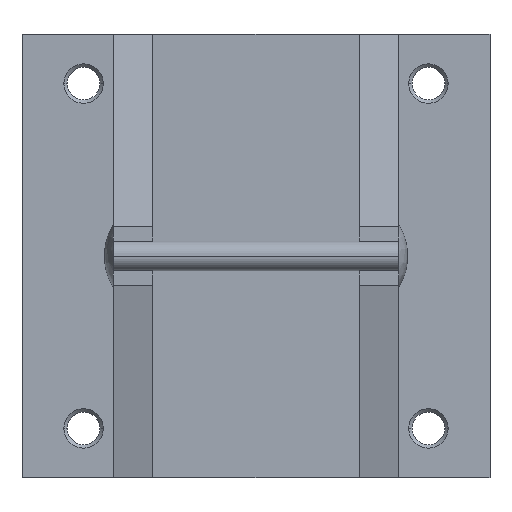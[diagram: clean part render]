
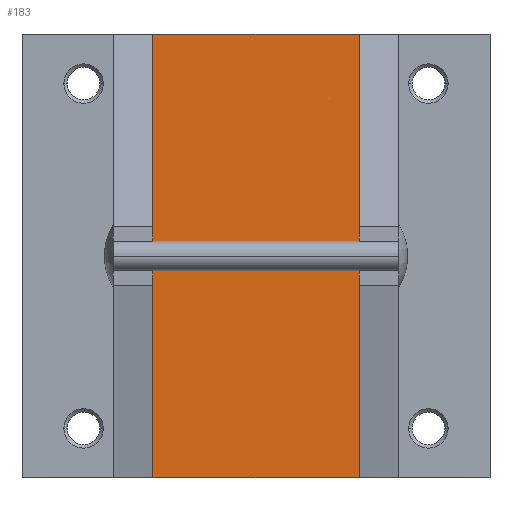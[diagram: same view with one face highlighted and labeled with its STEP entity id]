
A CAD part, front view. The second image highlights one B-rep face of the part: STEP entity #183.
In plain terms, the highlighted planar face has unit normal (0, -1, 0).
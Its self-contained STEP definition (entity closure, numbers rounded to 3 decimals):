
#183=ADVANCED_FACE('',(#448),#449,.F.);
#448=FACE_OUTER_BOUND('',#734,.T.);
#449=PLANE('',#735);
#734=EDGE_LOOP('',(#1690,#1691,#1692,#1693));
#735=AXIS2_PLACEMENT_3D('',#1694,#1695,#1696);
#1690=ORIENTED_EDGE('',*,*,#2043,.T.);
#1691=ORIENTED_EDGE('',*,*,#2081,.F.);
#1692=ORIENTED_EDGE('',*,*,#2074,.T.);
#1693=ORIENTED_EDGE('',*,*,#2079,.F.);
#1694=CARTESIAN_POINT('',(0.0,76.0,0.0));
#1695=DIRECTION('',(0.0,1.0,0.0));
#1696=DIRECTION('',(0.0,0.0,1.0));
#2043=EDGE_CURVE('',#2526,#2524,#2527,.T.);
#2074=EDGE_CURVE('',#2579,#2577,#2580,.T.);
#2079=EDGE_CURVE('',#2526,#2577,#2587,.T.);
#2081=EDGE_CURVE('',#2579,#2524,#2590,.T.);
#2524=VERTEX_POINT('',#3190);
#2526=VERTEX_POINT('',#3193);
#2527=LINE('',#3194,#3195);
#2577=VERTEX_POINT('',#3272);
#2579=VERTEX_POINT('',#3275);
#2580=LINE('',#3276,#3277);
#2587=LINE('',#3288,#3289);
#2590=LINE('',#3293,#3294);
#3190=CARTESIAN_POINT('',(-21.0,76.0,-45.0));
#3193=CARTESIAN_POINT('',(-21.0,76.0,45.0));
#3194=CARTESIAN_POINT('',(-21.0,76.0,22.5));
#3195=VECTOR('',#3807,1.0);
#3272=CARTESIAN_POINT('',(21.0,76.0,45.0));
#3275=CARTESIAN_POINT('',(21.0,76.0,-45.0));
#3276=CARTESIAN_POINT('',(21.0,76.0,-22.5));
#3277=VECTOR('',#3842,1.0);
#3288=CARTESIAN_POINT('',(0.0,76.0,45.0));
#3289=VECTOR('',#3847,1.0);
#3293=CARTESIAN_POINT('',(0.0,76.0,-45.0));
#3294=VECTOR('',#3849,1.0);
#3807=DIRECTION('',(0.,0.0,-1.0));
#3842=DIRECTION('',(0.0,-0.0,1.0));
#3847=DIRECTION('',(1.0,0.0,0.0));
#3849=DIRECTION('',(-1.0,0.0,0.0));
